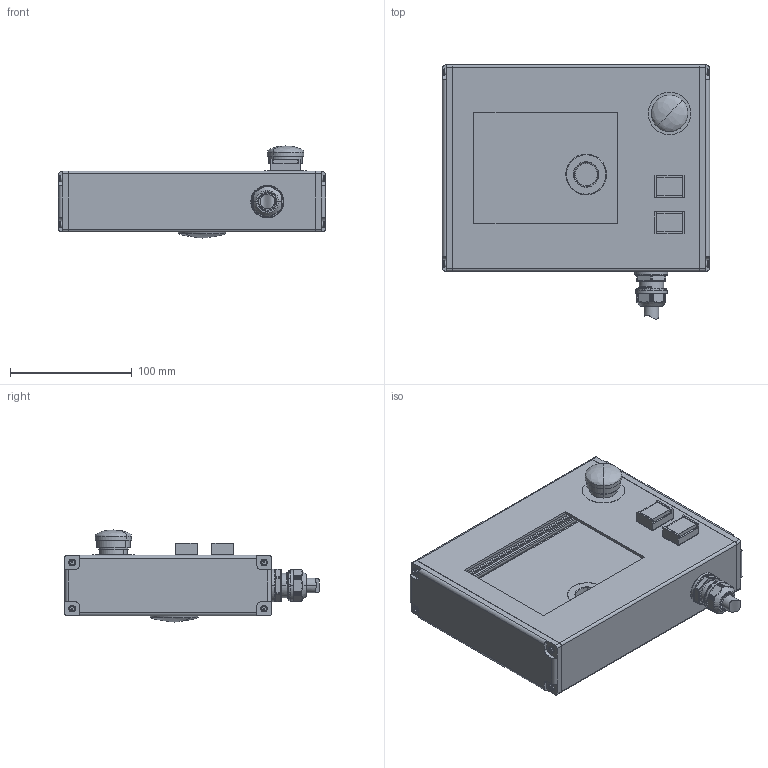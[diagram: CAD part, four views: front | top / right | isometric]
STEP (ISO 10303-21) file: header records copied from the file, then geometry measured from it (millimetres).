
FILE_DESCRIPTION (( 'STEP AP203' ), '1' );
FILE_NAME ('CYC-401-STP.step', '2025-06-25T01:41:30', ( '' ), ( '' ), 'SwSTEP 2.0', 'SolidWorks 2020', '' );
FILE_SCHEMA (( 'CONFIG_CONTROL_DESIGN' ));
Length unit declared in the file: millimetre
Products named in the file (1): CYC-401-STP
Bounding box: 220 x 209.31 x 75.75 mm (x, y, z)
Volume: 315196.5 mm3; surface area: 212098.4 mm2
Topology: 2 solids, 8 shells, 919 faces, 2390 edges, 1537 vertices
Faces by surface type: plane 452, cylinder 253, bspline 128, cone 58, torus 26, sphere 2
Entity records: 36076 total; most frequent: CARTESIAN_POINT 14426, ORIENTED_EDGE 4776, DIRECTION 4144, EDGE_CURVE 2388, VERTEX_POINT 1537, AXIS2_PLACEMENT_3D 1474, VECTOR 1196, LINE 1196
